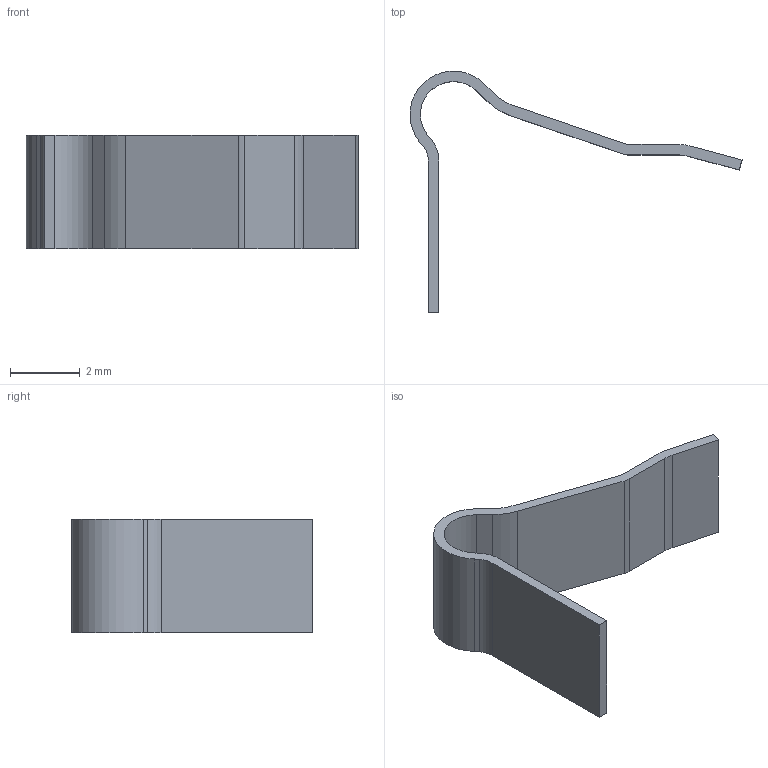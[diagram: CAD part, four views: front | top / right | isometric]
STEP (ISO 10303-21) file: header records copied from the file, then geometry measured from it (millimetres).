
FILE_DESCRIPTION((''),'2;1');
FILE_NAME('TP','2020-11-05T16:36:46',('JACK'),(''),'CREO PARAMETRIC BY PTC INC, 2017260','CREO PARAMETRIC BY PTC INC, 2017260','');
FILE_SCHEMA(('CONFIG_CONTROL_DESIGN'));
Length unit declared in the file: millimetre
Products named in the file (1): TP
Bounding box: 9.53 x 6.93 x 3.25 mm (x, y, z)
Volume: 15.9 mm3; surface area: 118 mm2
Topology: 1 solids, 1 shells, 27 faces, 75 edges, 50 vertices
Faces by surface type: plane 16, cylinder 11
Entity records: 909 total; most frequent: CARTESIAN_POINT 152, DIRECTION 151, ORIENTED_EDGE 150, EDGE_CURVE 75, VECTOR 53, LINE 53, VERTEX_POINT 50, AXIS2_PLACEMENT_3D 49
